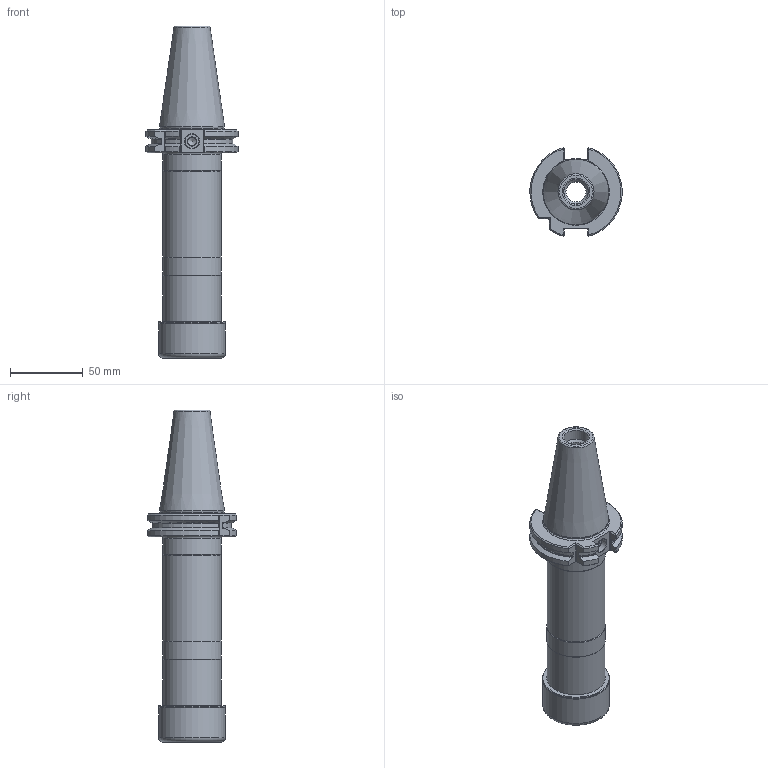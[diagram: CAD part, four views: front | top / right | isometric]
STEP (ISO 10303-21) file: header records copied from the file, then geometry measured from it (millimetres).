
FILE_DESCRIPTION(/* description */ (''),/* implementation_level */ '2;1');
FILE_NAME(/* name */ '524072580.stp',/* time_stamp */ '2021-01-12T12:31:07',/* author */ ('LRA'),/* organization */ ('REGO-FIX'),/* preprocessor_version */ ' Unknown',/* originating_system */ 'SIEMENS PLM Software Solid Edge ST10',/* authorization */ 'Unknown');
FILE_SCHEMA (('AUTOMOTIVE_DESIGN { 1 0 10303 214 2 1 1}'));
Length unit declared in the file: millimetre
Products named in the file (1): 0015547
Bounding box: 63.35 x 61.01 x 228.25 mm (x, y, z)
Volume: 236628 mm3; surface area: 63239.3 mm2
Topology: 2 solids, 3 shells, 332 faces, 858 edges, 556 vertices
Faces by surface type: plane 175, cylinder 53, cone 45, torus 37, bspline 22
Full cylindrical faces by diameter (mm): 6 x1, 10 x1, 13.835 x2, 17 x1, 17.188 x1, 20.917 x1, 22.2 x1, 23.8 x1, 25 x1, 30 x1, 34 x1, 38.376 x1, 40 x3, 40.05 x1, 40.5 x2, 42 x1, 46 x1, 46.4 x1
Entity records: 13907 total; most frequent: CARTESIAN_POINT 3977, ORIENTED_EDGE 1564, DIRECTION 1432, EDGE_CURVE 782, VERTEX_POINT 544, AXIS2_PLACEMENT_3D 493, LINE 446, VECTOR 446
